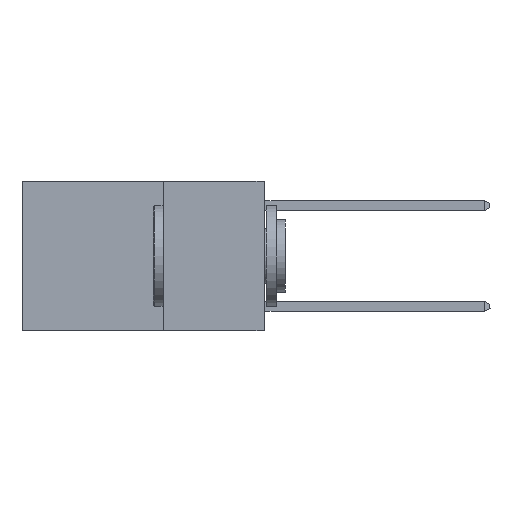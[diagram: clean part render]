
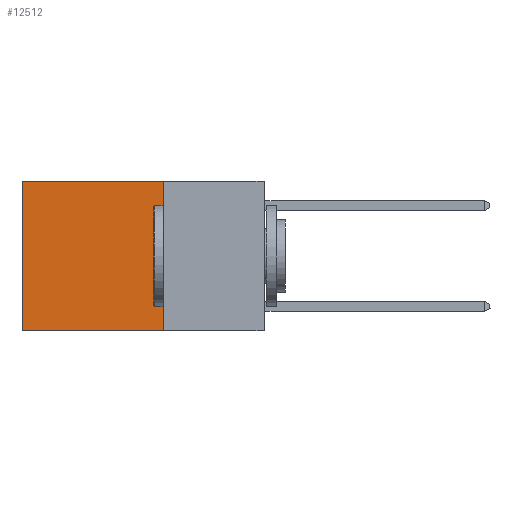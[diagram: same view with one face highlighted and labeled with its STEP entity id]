
A CAD part, left-side view. The second image highlights one B-rep face of the part: STEP entity #12512.
In plain terms, the highlighted planar face has unit normal (-1, 0, 0).
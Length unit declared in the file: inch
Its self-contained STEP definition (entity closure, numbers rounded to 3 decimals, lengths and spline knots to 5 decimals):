
#149 = PLANE ( 'NONE',  #12664 ) ;
#304 = LINE ( 'NONE', #10351, #20197 ) ;
#363 = VECTOR ( 'NONE', #14195, 39.37008 ) ;
#1970 = DIRECTION ( 'NONE',  ( 0., 0., -1. ) ) ;
#3737 = LINE ( 'NONE', #24753, #17204 ) ;
#4168 = VECTOR ( 'NONE', #5272, 39.37008 ) ;
#4298 = VERTEX_POINT ( 'NONE', #10486 ) ;
#5272 = DIRECTION ( 'NONE',  ( 0., 1., 0. ) ) ;
#5692 = CARTESIAN_POINT ( 'NONE',  ( 0.2625, 0.6, 0. ) ) ;
#5988 = ORIENTED_EDGE ( 'NONE', *, *, #23089, .F. ) ;
#6351 = EDGE_CURVE ( 'NONE', #9836, #4298, #3737, .T. ) ;
#6486 = EDGE_LOOP ( 'NONE', ( #19863, #5988, #15200, #13543 ) ) ;
#7650 = LINE ( 'NONE', #22524, #4168 ) ;
#8816 = DIRECTION ( 'NONE',  ( 0., 0., -1. ) ) ;
#9182 = CARTESIAN_POINT ( 'NONE',  ( 0.2625, 0.6, -0.37 ) ) ;
#9836 = VERTEX_POINT ( 'NONE', #12891 ) ;
#10351 = CARTESIAN_POINT ( 'NONE',  ( 0.2625, 0.25, 0. ) ) ;
#10486 = CARTESIAN_POINT ( 'NONE',  ( 0.2625, 0.6, 0. ) ) ;
#12189 = EDGE_CURVE ( 'NONE', #9836, #14173, #304, .T. ) ;
#12512 = ADVANCED_FACE ( 'NONE', ( #14524 ), #149, .F. ) ;
#12664 = AXIS2_PLACEMENT_3D ( 'NONE', #21047, #22976, #1970 ) ;
#12891 = CARTESIAN_POINT ( 'NONE',  ( 0.2625, 0.25, 0. ) ) ;
#13543 = ORIENTED_EDGE ( 'NONE', *, *, #6351, .T. ) ;
#14173 = VERTEX_POINT ( 'NONE', #16720 ) ;
#14195 = DIRECTION ( 'NONE',  ( 0., 0., -1. ) ) ;
#14524 = FACE_OUTER_BOUND ( 'NONE', #6486, .T. ) ;
#15200 = ORIENTED_EDGE ( 'NONE', *, *, #12189, .F. ) ;
#16307 = LINE ( 'NONE', #5692, #363 ) ;
#16720 = CARTESIAN_POINT ( 'NONE',  ( 0.2625, 0.25, -0.37 ) ) ;
#17204 = VECTOR ( 'NONE', #22639, 39.37008 ) ;
#19863 = ORIENTED_EDGE ( 'NONE', *, *, #27433, .T. ) ;
#20197 = VECTOR ( 'NONE', #8816, 39.37008 ) ;
#21047 = CARTESIAN_POINT ( 'NONE',  ( 0.2625, 0.25, 0. ) ) ;
#21576 = VERTEX_POINT ( 'NONE', #9182 ) ;
#22524 = CARTESIAN_POINT ( 'NONE',  ( 0.2625, 0.25, -0.37 ) ) ;
#22639 = DIRECTION ( 'NONE',  ( 0., 1., 0. ) ) ;
#22976 = DIRECTION ( 'NONE',  ( 1., 0., 0. ) ) ;
#23089 = EDGE_CURVE ( 'NONE', #14173, #21576, #7650, .T. ) ;
#24753 = CARTESIAN_POINT ( 'NONE',  ( 0.2625, 0.25, 0. ) ) ;
#27433 = EDGE_CURVE ( 'NONE', #4298, #21576, #16307, .T. ) ;
